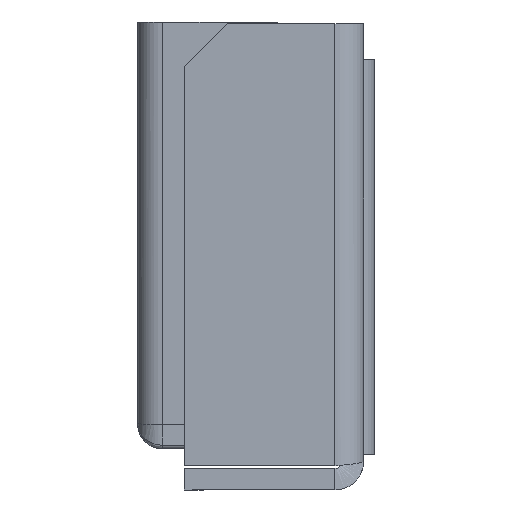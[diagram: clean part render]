
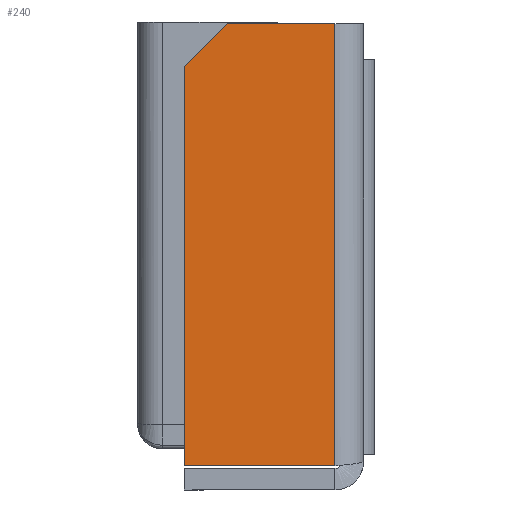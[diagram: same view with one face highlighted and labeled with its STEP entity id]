
A CAD part, left-side view. The second image highlights one B-rep face of the part: STEP entity #240.
In plain terms, the highlighted planar face has unit normal (-1, 0, 0).
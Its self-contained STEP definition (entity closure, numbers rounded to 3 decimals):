
#39 = ORIENTED_EDGE ( 'NONE', *, *, #4124, .T. ) ;
#109 = AXIS2_PLACEMENT_3D ( 'NONE', #4180, #4156, #3123 ) ;
#157 = EDGE_CURVE ( 'NONE', #3750, #1771, #494, .T. ) ;
#179 = ORIENTED_EDGE ( 'NONE', *, *, #1990, .F. ) ;
#240 = ADVANCED_FACE ( 'NONE', ( #1976 ), #1253, .F. ) ;
#253 = DIRECTION ( 'NONE',  ( 0., 0., -1. ) ) ;
#477 = DIRECTION ( 'NONE',  ( 0., 0.707, -0.707 ) ) ;
#487 = CARTESIAN_POINT ( 'NONE',  ( 0., 0., 57. ) ) ;
#494 = LINE ( 'NONE', #1949, #2138 ) ;
#549 = VERTEX_POINT ( 'NONE', #4174 ) ;
#566 = DIRECTION ( 'NONE',  ( 0., 0., -1. ) ) ;
#958 = CARTESIAN_POINT ( 'NONE',  ( 0., 44., 45. ) ) ;
#1081 = DIRECTION ( 'NONE',  ( 0., 1., 0. ) ) ;
#1239 = EDGE_CURVE ( 'NONE', #549, #4400, #2069, .T. ) ;
#1247 = DIRECTION ( 'NONE',  ( 0., 1., 0. ) ) ;
#1250 = ORIENTED_EDGE ( 'NONE', *, *, #157, .T. ) ;
#1253 = PLANE ( 'NONE',  #109 ) ;
#1512 = EDGE_CURVE ( 'NONE', #549, #2910, #2301, .T. ) ;
#1771 = VERTEX_POINT ( 'NONE', #1792 ) ;
#1792 = CARTESIAN_POINT ( 'NONE',  ( 0., 44., -66.293 ) ) ;
#1904 = CARTESIAN_POINT ( 'NONE',  ( 0., 32., 57. ) ) ;
#1949 = CARTESIAN_POINT ( 'NONE',  ( 0., 44., 0. ) ) ;
#1976 = FACE_OUTER_BOUND ( 'NONE', #2841, .T. ) ;
#1990 = EDGE_CURVE ( 'NONE', #4400, #1771, #4061, .T. ) ;
#2069 = LINE ( 'NONE', #3533, #3421 ) ;
#2138 = VECTOR ( 'NONE', #566, 1000. ) ;
#2292 = CARTESIAN_POINT ( 'NONE',  ( 0., 44., 45. ) ) ;
#2301 = LINE ( 'NONE', #487, #4277 ) ;
#2736 = VECTOR ( 'NONE', #477, 1000. ) ;
#2817 = ORIENTED_EDGE ( 'NONE', *, *, #1239, .F. ) ;
#2841 = EDGE_LOOP ( 'NONE', ( #4079, #39, #1250, #179, #2817 ) ) ;
#2910 = VERTEX_POINT ( 'NONE', #1904 ) ;
#3123 = DIRECTION ( 'NONE',  ( 0., 1., 0. ) ) ;
#3244 = CARTESIAN_POINT ( 'NONE',  ( 0., 0., -66.293 ) ) ;
#3421 = VECTOR ( 'NONE', #253, 1000. ) ;
#3533 = CARTESIAN_POINT ( 'NONE',  ( 0., 2., -73. ) ) ;
#3749 = LINE ( 'NONE', #2292, #2736 ) ;
#3750 = VERTEX_POINT ( 'NONE', #958 ) ;
#3939 = CARTESIAN_POINT ( 'NONE',  ( 0., 2., -66.293 ) ) ;
#4061 = LINE ( 'NONE', #3244, #4636 ) ;
#4079 = ORIENTED_EDGE ( 'NONE', *, *, #1512, .T. ) ;
#4124 = EDGE_CURVE ( 'NONE', #2910, #3750, #3749, .T. ) ;
#4156 = DIRECTION ( 'NONE',  ( 1., 0., 0. ) ) ;
#4174 = CARTESIAN_POINT ( 'NONE',  ( 0., 2., 57. ) ) ;
#4180 = CARTESIAN_POINT ( 'NONE',  ( 0., 0., 0. ) ) ;
#4277 = VECTOR ( 'NONE', #1247, 1000. ) ;
#4400 = VERTEX_POINT ( 'NONE', #3939 ) ;
#4636 = VECTOR ( 'NONE', #1081, 1000. ) ;
